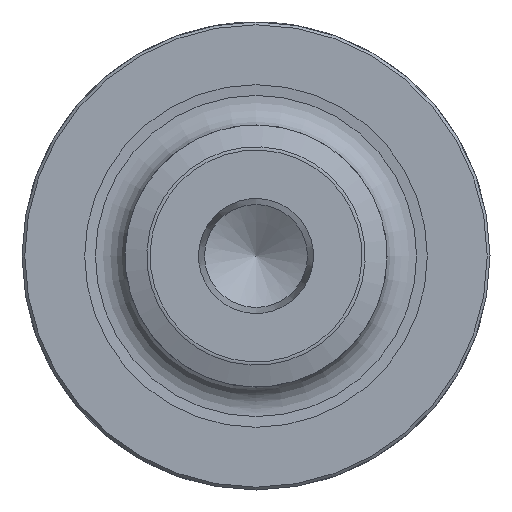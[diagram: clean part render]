
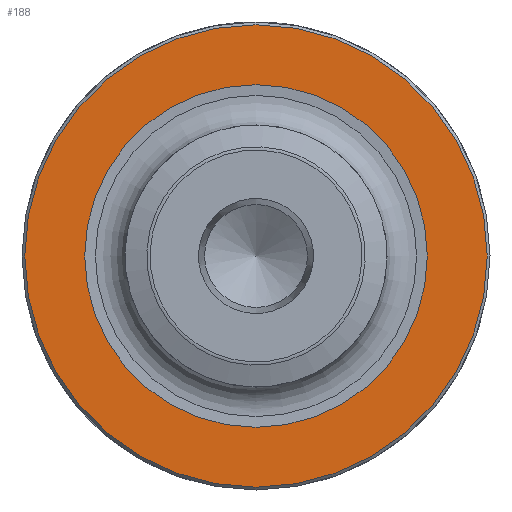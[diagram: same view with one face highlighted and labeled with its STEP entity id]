
A CAD part, left-side view. The second image highlights one B-rep face of the part: STEP entity #188.
In plain terms, the highlighted planar face has unit normal (-1, 0, 0).
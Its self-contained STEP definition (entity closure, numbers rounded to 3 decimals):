
#188=ADVANCED_FACE('',(#281,#282),#228,.T.);
#228=PLANE('',#835);
#281=FACE_BOUND('',#371,.T.);
#282=FACE_BOUND('',#372,.T.);
#371=EDGE_LOOP('',(#535));
#372=EDGE_LOOP('',(#536));
#535=ORIENTED_EDGE('',*,*,#720,.F.);
#536=ORIENTED_EDGE('',*,*,#719,.T.);
#634=VERTEX_POINT('',#1724);
#635=VERTEX_POINT('',#1727);
#719=EDGE_CURVE('',#634,#634,#754,.T.);
#720=EDGE_CURVE('',#635,#635,#755,.T.);
#754=CIRCLE('',#832,24.7);
#755=CIRCLE('',#834,18.304);
#832=AXIS2_PLACEMENT_3D('',#1723,#996,#997);
#834=AXIS2_PLACEMENT_3D('',#1726,#1000,#1001);
#835=AXIS2_PLACEMENT_3D('',#1728,#1002,#1003);
#996=DIRECTION('',(-1.,0.,0.));
#997=DIRECTION('',(0.,0.,-1.));
#1000=DIRECTION('',(-1.,0.,0.));
#1001=DIRECTION('',(0.,0.,-1.));
#1002=DIRECTION('',(-1.,0.,0.));
#1003=DIRECTION('',(0.,0.,1.));
#1723=CARTESIAN_POINT('',(100.,0.,0.));
#1724=CARTESIAN_POINT('',(100.,0.,-24.7));
#1726=CARTESIAN_POINT('',(100.,0.,0.));
#1727=CARTESIAN_POINT('',(100.,0.,-18.304));
#1728=CARTESIAN_POINT('',(100.,24.7,0.));
